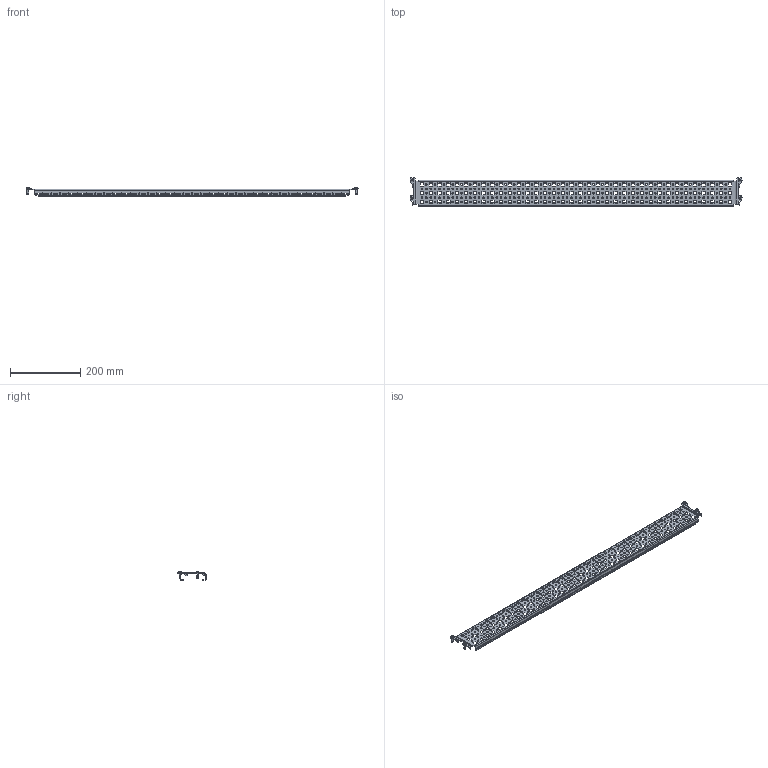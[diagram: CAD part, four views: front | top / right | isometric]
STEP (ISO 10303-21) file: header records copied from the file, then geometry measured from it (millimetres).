
FILE_DESCRIPTION (( 'STEP AP203' ), '1' );
FILE_NAME ('UR46800237310 Ïëàíêà ìîíòàæíàÿ ñ çàöåïàìè 20õ73 òèï Ê RS52 00.100 (000.801.468-03).STEP', '2022-04-18T13:06:04', ( '' ), ( '' ), 'SwSTEP 2.0', 'SolidWorks 2017', '' );
FILE_SCHEMA (( 'CONFIG_CONTROL_DESIGN' ));
Length unit declared in the file: millimetre
Products named in the file (3): Âèíò DIN 7500 C TORX_Œ5å16; 025-268 Ïëàíêà ìîíòàæíàÿ 23õ73 òèï Ê ñ çàöåïàìè RS52_03 (00.100); UR46800237310 Ïëàíêà ìîíòàæíàÿ ñ çàöåïàìè 20õ73 òèï Ê RS52 00.100 (000.801.468-03)
Assembly tree (5 placements, depth 2):
  UR46800237310 Ïëàíêà ìîíòàæíàÿ ñ çàöåïàìè 20õ73 òèï Ê RS52 00.100 (000.801.468-03)
    025-268 Ïëàíêà ìîíòàæíàÿ 23õ73 òèï Ê ñ çàöåïàìè RS52_03 (00.100)
    Âèíò DIN 7500 C TORX_Œ5å16  x4
Bounding box: 943 x 80 x 25.09 mm (x, y, z)
Volume: 134539.8 mm3; surface area: 209778 mm2
Topology: 5 solids, 5 shells, 1710 faces, 4992 edges, 3296 vertices
Faces by surface type: plane 932, cylinder 754, cone 16, sphere 8
Entity records: 55317 total; most frequent: CARTESIAN_POINT 9447, ORIENTED_EDGE 9312, DIRECTION 9231, EDGE_CURVE 4656, VECTOR 3223, LINE 3223, VERTEX_POINT 3074, AXIS2_PLACEMENT_3D 3004
